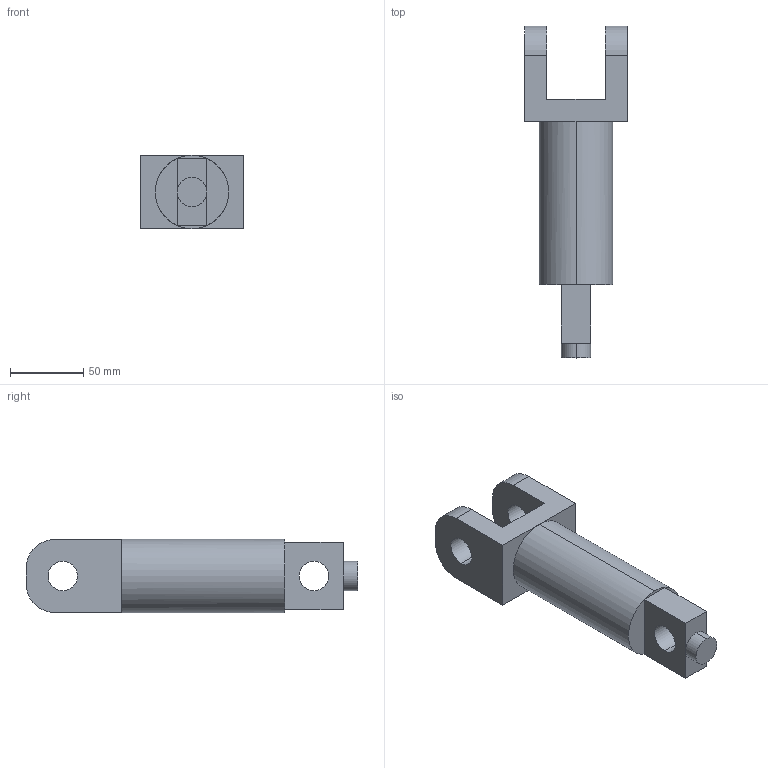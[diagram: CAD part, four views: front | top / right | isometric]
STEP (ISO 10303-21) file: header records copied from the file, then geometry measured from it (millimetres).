
FILE_DESCRIPTION (( 'STEP AP203' ), '1' );
FILE_NAME ('KHAU4_Default_sldprt.STEP', '2024-04-09T09:07:54', ( '' ), ( '' ), 'SwSTEP 2.0', 'SolidWorks 2021', '' );
FILE_SCHEMA (( 'CONFIG_CONTROL_DESIGN' ));
Length unit declared in the file: millimetre
Products named in the file (1): KHAU4_Default_sldprt
Bounding box: 70 x 226 x 50 mm (x, y, z)
Volume: 364391.8 mm3; surface area: 46985.1 mm2
Topology: 1 solids, 1 shells, 36 faces, 88 edges, 54 vertices
Faces by surface type: plane 22, cylinder 14
Entity records: 1143 total; most frequent: DIRECTION 196, CARTESIAN_POINT 179, ORIENTED_EDGE 176, EDGE_CURVE 88, AXIS2_PLACEMENT_3D 71, LINE 54, VECTOR 54, VERTEX_POINT 54
